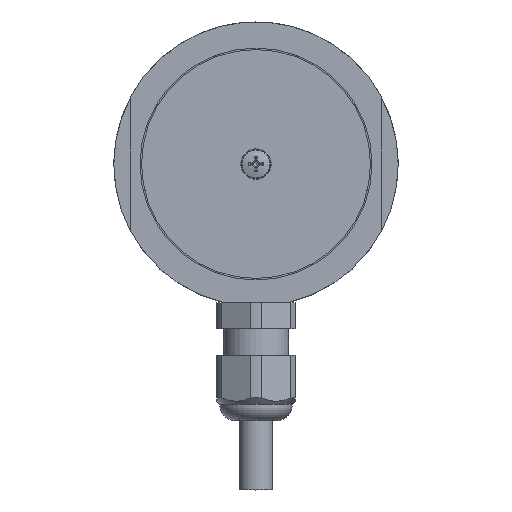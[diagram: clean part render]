
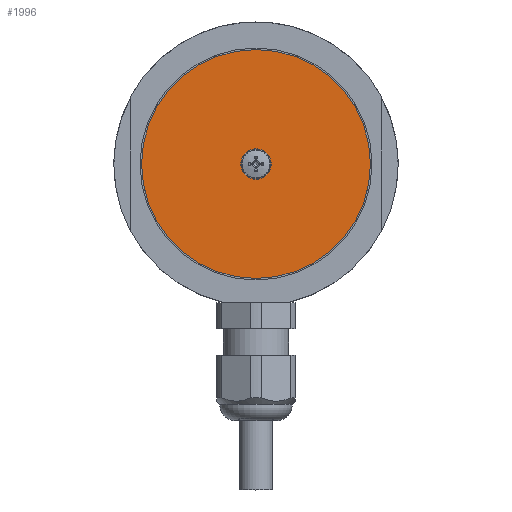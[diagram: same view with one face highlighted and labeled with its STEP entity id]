
A CAD part, top view. The second image highlights one B-rep face of the part: STEP entity #1996.
In plain terms, the highlighted planar face has unit normal (0, 0, 1).
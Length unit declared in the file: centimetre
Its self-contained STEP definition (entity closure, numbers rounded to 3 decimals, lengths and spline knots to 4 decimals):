
#114=FACE_BOUND('',#444,.T.);
#214=PLANE('',#2227);
#320=FACE_OUTER_BOUND('',#443,.T.);
#443=EDGE_LOOP('',(#1780));
#444=EDGE_LOOP('',(#1781));
#777=CIRCLE('',#2221,0.29);
#779=CIRCLE('',#2225,2.18);
#972=VERTEX_POINT('',#3629);
#974=VERTEX_POINT('',#3636);
#1248=EDGE_CURVE('',#972,#972,#777,.T.);
#1251=EDGE_CURVE('',#974,#974,#779,.T.);
#1780=ORIENTED_EDGE('',*,*,#1251,.T.);
#1781=ORIENTED_EDGE('',*,*,#1248,.T.);
#1996=ADVANCED_FACE('',(#320,#114),#214,.T.);
#2221=AXIS2_PLACEMENT_3D('',#3630,#2731,#2732);
#2225=AXIS2_PLACEMENT_3D('',#3637,#2740,#2741);
#2227=AXIS2_PLACEMENT_3D('',#3641,#2745,#2746);
#2731=DIRECTION('center_axis',(0.,0.,-1.));
#2732=DIRECTION('ref_axis',(-1.,0.,0.));
#2740=DIRECTION('center_axis',(0.,0.,1.));
#2741=DIRECTION('ref_axis',(-1.,0.,0.));
#2745=DIRECTION('center_axis',(0.,0.,1.));
#2746=DIRECTION('ref_axis',(1.,0.,0.));
#3629=CARTESIAN_POINT('',(0.131,-0.4986,2.125));
#3630=CARTESIAN_POINT('Origin',(-0.159,-0.4986,2.125));
#3636=CARTESIAN_POINT('',(2.021,-0.4986,2.125));
#3637=CARTESIAN_POINT('Origin',(-0.159,-0.4986,2.125));
#3641=CARTESIAN_POINT('Origin',(-0.159,-0.4986,2.125));
